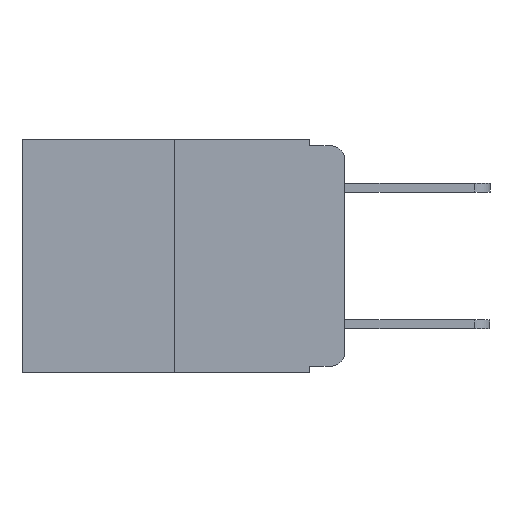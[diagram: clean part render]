
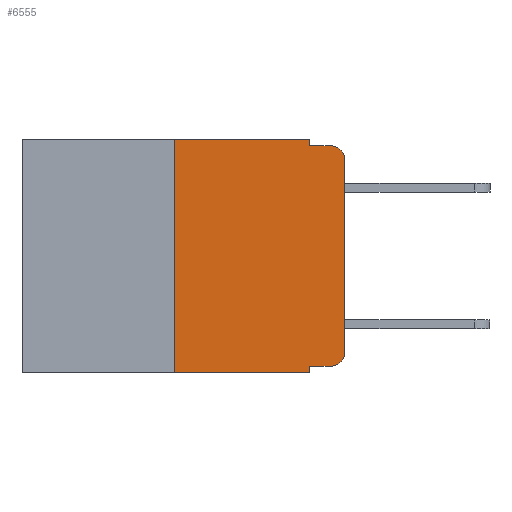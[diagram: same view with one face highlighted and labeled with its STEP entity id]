
A CAD part, left-side view. The second image highlights one B-rep face of the part: STEP entity #6555.
In plain terms, the highlighted planar face has unit normal (-1, 0, 0).
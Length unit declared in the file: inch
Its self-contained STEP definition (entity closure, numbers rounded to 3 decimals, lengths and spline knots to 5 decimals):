
#21 = DIRECTION ( 'NONE',  ( 0., 0., -1. ) ) ;
#198 = DIRECTION ( 'NONE',  ( 0., -1., 0. ) ) ;
#240 = EDGE_CURVE ( 'NONE', #7946, #3826, #8922, .T. ) ;
#310 = DIRECTION ( 'NONE',  ( 0., 0., -1. ) ) ;
#339 = DIRECTION ( 'NONE',  ( -1., 0., 0. ) ) ;
#663 = ORIENTED_EDGE ( 'NONE', *, *, #11961, .F. ) ;
#862 = VECTOR ( 'NONE', #3035, 39.37008 ) ;
#875 = EDGE_CURVE ( 'NONE', #4511, #9050, #9434, .T. ) ;
#880 = VERTEX_POINT ( 'NONE', #2190 ) ;
#979 = ORIENTED_EDGE ( 'NONE', *, *, #875, .F. ) ;
#1037 = CARTESIAN_POINT ( 'NONE',  ( 0., 0.051, -0.343 ) ) ;
#1052 = CARTESIAN_POINT ( 'NONE',  ( 0., 0.051, -0.333 ) ) ;
#1431 = ORIENTED_EDGE ( 'NONE', *, *, #11750, .F. ) ;
#1581 = ORIENTED_EDGE ( 'NONE', *, *, #7089, .T. ) ;
#1764 = VECTOR ( 'NONE', #4013, 39.37008 ) ;
#2060 = EDGE_LOOP ( 'NONE', ( #5300, #1581, #979, #663, #4048, #1431, #3814, #2568, #11000, #3211 ) ) ;
#2163 = VERTEX_POINT ( 'NONE', #1037 ) ;
#2190 = CARTESIAN_POINT ( 'NONE',  ( 0., 0., -0.313 ) ) ;
#2305 = VECTOR ( 'NONE', #2316, 39.37008 ) ;
#2316 = DIRECTION ( 'NONE',  ( 0., 0., 1. ) ) ;
#2515 = DIRECTION ( 'NONE',  ( 0., -1., 0. ) ) ;
#2560 = CARTESIAN_POINT ( 'NONE',  ( 0., 0.25, -0.343 ) ) ;
#2568 = ORIENTED_EDGE ( 'NONE', *, *, #4591, .F. ) ;
#3035 = DIRECTION ( 'NONE',  ( 0., 0., 1. ) ) ;
#3211 = ORIENTED_EDGE ( 'NONE', *, *, #7725, .T. ) ;
#3814 = ORIENTED_EDGE ( 'NONE', *, *, #4284, .T. ) ;
#3826 = VERTEX_POINT ( 'NONE', #10681 ) ;
#4013 = DIRECTION ( 'NONE',  ( 0., -1., 0. ) ) ;
#4048 = ORIENTED_EDGE ( 'NONE', *, *, #240, .F. ) ;
#4107 = LINE ( 'NONE', #6847, #862 ) ;
#4205 = AXIS2_PLACEMENT_3D ( 'NONE', #11519, #6456, #310 ) ;
#4284 = EDGE_CURVE ( 'NONE', #6206, #2163, #5109, .T. ) ;
#4339 = DIRECTION ( 'NONE',  ( 0., -1., 0. ) ) ;
#4389 = CARTESIAN_POINT ( 'NONE',  ( 0., 0., 0. ) ) ;
#4511 = VERTEX_POINT ( 'NONE', #9398 ) ;
#4591 = EDGE_CURVE ( 'NONE', #6560, #2163, #5673, .T. ) ;
#4691 = LINE ( 'NONE', #9169, #9312 ) ;
#4723 = VECTOR ( 'NONE', #21, 39.37008 ) ;
#5109 = LINE ( 'NONE', #5392, #11702 ) ;
#5180 = CARTESIAN_POINT ( 'NONE',  ( 0., 0.473, 0. ) ) ;
#5237 = CARTESIAN_POINT ( 'NONE',  ( 0., 0.02, -0.333 ) ) ;
#5266 = CARTESIAN_POINT ( 'NONE',  ( 0., 0.051, 0. ) ) ;
#5300 = ORIENTED_EDGE ( 'NONE', *, *, #7367, .T. ) ;
#5392 = CARTESIAN_POINT ( 'NONE',  ( 0., 0.473, -0.343 ) ) ;
#5673 = LINE ( 'NONE', #6075, #8195 ) ;
#6075 = CARTESIAN_POINT ( 'NONE',  ( 0., 0.051, 0. ) ) ;
#6118 = DIRECTION ( 'NONE',  ( 0., 0., -1. ) ) ;
#6206 = VERTEX_POINT ( 'NONE', #2560 ) ;
#6437 = VECTOR ( 'NONE', #4339, 39.37008 ) ;
#6456 = DIRECTION ( 'NONE',  ( -1., 0., 0. ) ) ;
#6470 = CARTESIAN_POINT ( 'NONE',  ( 0., 0.02, -0.313 ) ) ;
#6555 = ADVANCED_FACE ( 'NONE', ( #11019 ), #10497, .F. ) ;
#6560 = VERTEX_POINT ( 'NONE', #1052 ) ;
#6847 = CARTESIAN_POINT ( 'NONE',  ( 0., 0.25, 0. ) ) ;
#7070 = EDGE_CURVE ( 'NONE', #6560, #8055, #4691, .T. ) ;
#7089 = EDGE_CURVE ( 'NONE', #8372, #9050, #8782, .T. ) ;
#7367 = EDGE_CURVE ( 'NONE', #880, #8372, #11831, .T. ) ;
#7401 = AXIS2_PLACEMENT_3D ( 'NONE', #5180, #11261, #6118 ) ;
#7430 = DIRECTION ( 'NONE',  ( 0., 0., -1. ) ) ;
#7725 = EDGE_CURVE ( 'NONE', #8055, #880, #11336, .T. ) ;
#7946 = VERTEX_POINT ( 'NONE', #11148 ) ;
#8055 = VERTEX_POINT ( 'NONE', #5237 ) ;
#8195 = VECTOR ( 'NONE', #9173, 39.37008 ) ;
#8372 = VERTEX_POINT ( 'NONE', #9583 ) ;
#8432 = CARTESIAN_POINT ( 'NONE',  ( 0., 0.051, -0.01 ) ) ;
#8782 = CIRCLE ( 'NONE', #4205, 0.02 ) ;
#8922 = LINE ( 'NONE', #11673, #6437 ) ;
#9050 = VERTEX_POINT ( 'NONE', #10848 ) ;
#9169 = CARTESIAN_POINT ( 'NONE',  ( 0., 0.051, -0.333 ) ) ;
#9173 = DIRECTION ( 'NONE',  ( 0., 0., -1. ) ) ;
#9312 = VECTOR ( 'NONE', #2515, 39.37008 ) ;
#9398 = CARTESIAN_POINT ( 'NONE',  ( 0., 0.051, -0.01 ) ) ;
#9434 = LINE ( 'NONE', #8432, #1764 ) ;
#9583 = CARTESIAN_POINT ( 'NONE',  ( 0., 0., -0.03 ) ) ;
#10497 = PLANE ( 'NONE',  #7401 ) ;
#10681 = CARTESIAN_POINT ( 'NONE',  ( 0., 0.051, 0. ) ) ;
#10848 = CARTESIAN_POINT ( 'NONE',  ( 0., 0.02, -0.01 ) ) ;
#11000 = ORIENTED_EDGE ( 'NONE', *, *, #7070, .T. ) ;
#11019 = FACE_OUTER_BOUND ( 'NONE', #2060, .T. ) ;
#11148 = CARTESIAN_POINT ( 'NONE',  ( 0., 0.25, 0. ) ) ;
#11261 = DIRECTION ( 'NONE',  ( 1., 0., 0. ) ) ;
#11336 = CIRCLE ( 'NONE', #11504, 0.02 ) ;
#11504 = AXIS2_PLACEMENT_3D ( 'NONE', #6470, #339, #7430 ) ;
#11519 = CARTESIAN_POINT ( 'NONE',  ( 0., 0.02, -0.03 ) ) ;
#11619 = LINE ( 'NONE', #5266, #4723 ) ;
#11673 = CARTESIAN_POINT ( 'NONE',  ( 0., 0.473, 0. ) ) ;
#11702 = VECTOR ( 'NONE', #198, 39.37008 ) ;
#11750 = EDGE_CURVE ( 'NONE', #6206, #7946, #4107, .T. ) ;
#11831 = LINE ( 'NONE', #4389, #2305 ) ;
#11961 = EDGE_CURVE ( 'NONE', #3826, #4511, #11619, .T. ) ;
